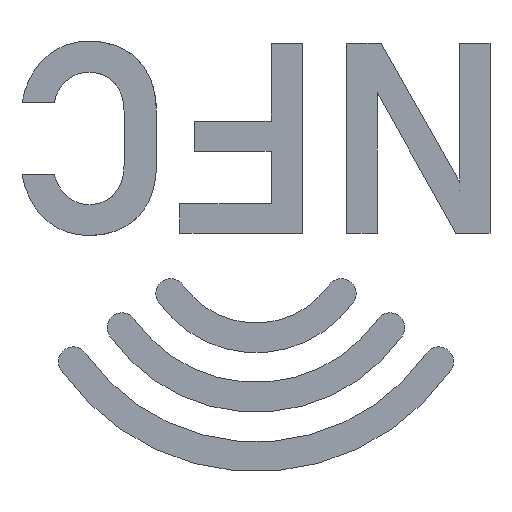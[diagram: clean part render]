
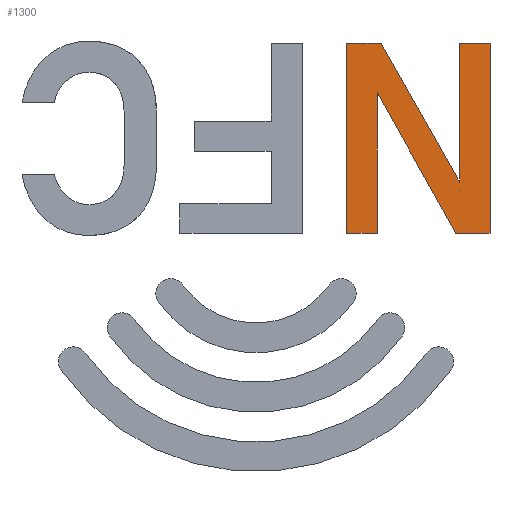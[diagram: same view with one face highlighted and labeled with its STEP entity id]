
A CAD part, front view. The second image highlights one B-rep face of the part: STEP entity #1300.
In plain terms, the highlighted planar face has unit normal (0, -1, 0).
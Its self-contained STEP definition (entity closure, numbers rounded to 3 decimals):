
#13=FACE_BOUND('',#262,.T.);
#119=PLANE('',#1380);
#186=FACE_OUTER_BOUND('',#261,.T.);
#261=EDGE_LOOP('',(#1104,#1105,#1106,#1107,#1108,#1109,#1110,#1111,#1112,
#1113));
#262=EDGE_LOOP('',(#1114,#1115,#1116));
#331=LINE('',#2113,#446);
#334=LINE('',#2119,#449);
#338=LINE('',#2131,#453);
#341=LINE('',#2137,#456);
#344=LINE('',#2143,#459);
#347=LINE('',#2149,#462);
#350=LINE('',#2155,#465);
#353=LINE('',#2161,#468);
#356=LINE('',#2167,#471);
#359=LINE('',#2173,#474);
#362=LINE('',#2179,#477);
#365=LINE('',#2183,#480);
#446=VECTOR('',#1508,10.);
#449=VECTOR('',#1513,10.);
#453=VECTOR('',#1525,10.);
#456=VECTOR('',#1530,10.);
#459=VECTOR('',#1535,10.);
#462=VECTOR('',#1540,10.);
#465=VECTOR('',#1545,10.);
#468=VECTOR('',#1550,10.);
#471=VECTOR('',#1555,10.);
#474=VECTOR('',#1560,10.);
#477=VECTOR('',#1565,10.);
#480=VECTOR('',#1570,10.);
#528=CIRCLE('',#1369,10.5);
#611=VERTEX_POINT('',#2110);
#612=VERTEX_POINT('',#2112);
#614=VERTEX_POINT('',#2118);
#617=VERTEX_POINT('',#2128);
#618=VERTEX_POINT('',#2130);
#620=VERTEX_POINT('',#2136);
#622=VERTEX_POINT('',#2142);
#624=VERTEX_POINT('',#2148);
#626=VERTEX_POINT('',#2154);
#628=VERTEX_POINT('',#2160);
#630=VERTEX_POINT('',#2166);
#632=VERTEX_POINT('',#2172);
#634=VERTEX_POINT('',#2178);
#769=EDGE_CURVE('',#612,#611,#331,.T.);
#772=EDGE_CURVE('',#614,#612,#334,.T.);
#775=EDGE_CURVE('',#611,#614,#528,.T.);
#778=EDGE_CURVE('',#618,#617,#338,.T.);
#781=EDGE_CURVE('',#620,#618,#341,.T.);
#784=EDGE_CURVE('',#622,#620,#344,.T.);
#787=EDGE_CURVE('',#624,#622,#347,.T.);
#790=EDGE_CURVE('',#626,#624,#350,.T.);
#793=EDGE_CURVE('',#628,#626,#353,.T.);
#796=EDGE_CURVE('',#630,#628,#356,.T.);
#799=EDGE_CURVE('',#632,#630,#359,.T.);
#802=EDGE_CURVE('',#634,#632,#362,.T.);
#805=EDGE_CURVE('',#617,#634,#365,.T.);
#1104=ORIENTED_EDGE('',*,*,#805,.T.);
#1105=ORIENTED_EDGE('',*,*,#802,.T.);
#1106=ORIENTED_EDGE('',*,*,#799,.T.);
#1107=ORIENTED_EDGE('',*,*,#796,.T.);
#1108=ORIENTED_EDGE('',*,*,#793,.T.);
#1109=ORIENTED_EDGE('',*,*,#790,.T.);
#1110=ORIENTED_EDGE('',*,*,#787,.T.);
#1111=ORIENTED_EDGE('',*,*,#784,.T.);
#1112=ORIENTED_EDGE('',*,*,#781,.T.);
#1113=ORIENTED_EDGE('',*,*,#778,.T.);
#1114=ORIENTED_EDGE('',*,*,#775,.T.);
#1115=ORIENTED_EDGE('',*,*,#772,.T.);
#1116=ORIENTED_EDGE('',*,*,#769,.T.);
#1300=ADVANCED_FACE('',(#186,#13),#119,.T.);
#1369=AXIS2_PLACEMENT_3D('',#2123,#1519,#1520);
#1380=AXIS2_PLACEMENT_3D('',#2184,#1571,#1572);
#1508=DIRECTION('',(0.,0.,1.));
#1513=DIRECTION('',(-0.678,0.,-0.735));
#1519=DIRECTION('center_axis',(0.,1.,0.));
#1520=DIRECTION('ref_axis',(1.,0.,0.));
#1525=DIRECTION('',(0.,0.,1.));
#1530=DIRECTION('',(1.,0.,0.));
#1535=DIRECTION('',(0.488,0.,-0.873));
#1540=DIRECTION('',(0.,0.,1.));
#1545=DIRECTION('',(1.,0.,0.));
#1550=DIRECTION('',(0.,0.,-1.));
#1555=DIRECTION('',(-1.,0.,0.));
#1560=DIRECTION('',(-0.493,0.,0.87));
#1565=DIRECTION('',(0.,0.,-1.));
#1570=DIRECTION('',(-1.,0.,0.));
#1571=DIRECTION('center_axis',(0.,-1.,0.));
#1572=DIRECTION('ref_axis',(1.,0.,0.));
#2110=CARTESIAN_POINT('',(10.273,-1.75,2.169));
#2112=CARTESIAN_POINT('',(10.273,-1.75,2.161));
#2113=CARTESIAN_POINT('',(10.273,-1.75,2.161));
#2118=CARTESIAN_POINT('',(10.275,-1.75,2.163));
#2119=CARTESIAN_POINT('',(10.432,-1.75,2.333));
#2123=CARTESIAN_POINT('Origin',(0.,-1.75,0.));
#2128=CARTESIAN_POINT('',(11.805,-1.75,9.609));
#2130=CARTESIAN_POINT('',(11.805,-1.75,0.015));
#2131=CARTESIAN_POINT('',(11.805,-1.75,9.609));
#2136=CARTESIAN_POINT('',(10.089,-1.75,0.015));
#2137=CARTESIAN_POINT('',(11.805,-1.75,0.015));
#2142=CARTESIAN_POINT('',(6.114,-1.75,7.12));
#2143=CARTESIAN_POINT('',(10.089,-1.75,0.015));
#2148=CARTESIAN_POINT('',(6.114,-1.75,0.015));
#2149=CARTESIAN_POINT('',(6.114,-1.75,7.575));
#2154=CARTESIAN_POINT('',(4.582,-1.75,0.015));
#2155=CARTESIAN_POINT('',(6.114,-1.75,0.015));
#2160=CARTESIAN_POINT('',(4.582,-1.75,9.609));
#2161=CARTESIAN_POINT('',(4.582,-1.75,0.015));
#2166=CARTESIAN_POINT('',(6.312,-1.75,9.609));
#2167=CARTESIAN_POINT('',(4.582,-1.75,9.609));
#2172=CARTESIAN_POINT('',(10.273,-1.75,2.612));
#2173=CARTESIAN_POINT('',(6.312,-1.75,9.609));
#2178=CARTESIAN_POINT('',(10.273,-1.75,9.609));
#2179=CARTESIAN_POINT('',(10.273,-1.75,2.161));
#2183=CARTESIAN_POINT('',(10.273,-1.75,9.609));
#2184=CARTESIAN_POINT('Origin',(8.194,-1.75,4.812));
